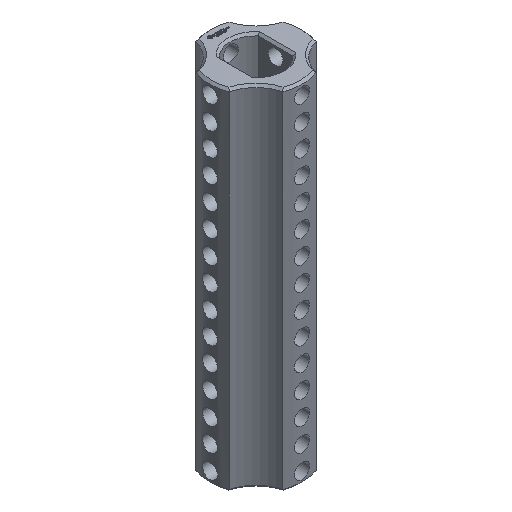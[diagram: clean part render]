
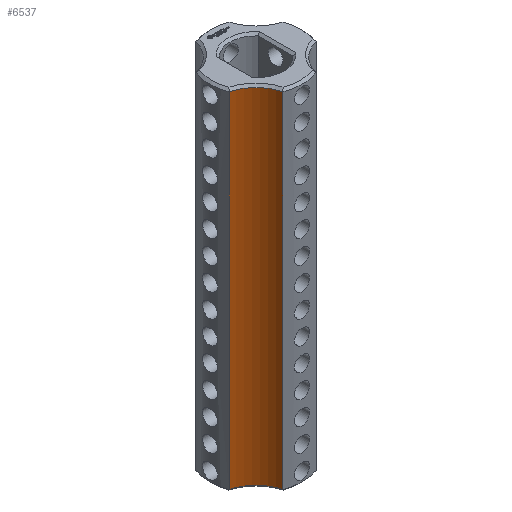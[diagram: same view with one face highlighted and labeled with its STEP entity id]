
A CAD part, isometric view. The second image highlights one B-rep face of the part: STEP entity #6537.
In plain terms, the highlighted cylindrical face has radius 5 mm (diameter 10 mm), a partial arc.
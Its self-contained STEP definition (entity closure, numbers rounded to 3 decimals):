
#1719 = EDGE_CURVE('',#1720,#1722,#1724,.T.);
#1720 = VERTEX_POINT('',#1721);
#1721 = CARTESIAN_POINT('',(-2.225,-5.841,0.3));
#1722 = VERTEX_POINT('',#1723);
#1723 = CARTESIAN_POINT('',(-2.225,-5.841,46.575));
#1724 = LINE('',#1725,#1726);
#1725 = CARTESIAN_POINT('',(-2.225,-5.841,0.));
#1726 = VECTOR('',#1727,1.);
#1727 = DIRECTION('',(0.,0.,1.));
#6537 = ADVANCED_FACE('',(#6538),#6565,.F.);
#6538 = FACE_BOUND('',#6539,.T.);
#6539 = EDGE_LOOP('',(#6540,#6541,#6550,#6558));
#6540 = ORIENTED_EDGE('',*,*,#1719,.T.);
#6541 = ORIENTED_EDGE('',*,*,#6542,.T.);
#6542 = EDGE_CURVE('',#1722,#6543,#6545,.T.);
#6543 = VERTEX_POINT('',#6544);
#6544 = CARTESIAN_POINT('',(-5.841,-2.225,46.575));
#6545 = CIRCLE('',#6546,5.);
#6546 = AXIS2_PLACEMENT_3D('',#6547,#6548,#6549);
#6547 = CARTESIAN_POINT('',(-7.071,-7.071,46.575));
#6548 = DIRECTION('',(0.,-0.,1.));
#6549 = DIRECTION('',(0.969,0.246,0.));
#6550 = ORIENTED_EDGE('',*,*,#6551,.F.);
#6551 = EDGE_CURVE('',#6552,#6543,#6554,.T.);
#6552 = VERTEX_POINT('',#6553);
#6553 = CARTESIAN_POINT('',(-5.841,-2.225,0.3));
#6554 = LINE('',#6555,#6556);
#6555 = CARTESIAN_POINT('',(-5.841,-2.225,0.));
#6556 = VECTOR('',#6557,1.);
#6557 = DIRECTION('',(0.,0.,1.));
#6558 = ORIENTED_EDGE('',*,*,#6559,.F.);
#6559 = EDGE_CURVE('',#1720,#6552,#6560,.T.);
#6560 = CIRCLE('',#6561,5.);
#6561 = AXIS2_PLACEMENT_3D('',#6562,#6563,#6564);
#6562 = CARTESIAN_POINT('',(-7.071,-7.071,0.3));
#6563 = DIRECTION('',(0.,-0.,1.));
#6564 = DIRECTION('',(0.969,0.246,0.));
#6565 = CYLINDRICAL_SURFACE('',#6566,5.);
#6566 = AXIS2_PLACEMENT_3D('',#6567,#6568,#6569);
#6567 = CARTESIAN_POINT('',(-7.071,-7.071,0.));
#6568 = DIRECTION('',(-0.,-0.,-1.));
#6569 = DIRECTION('',(1.,0.,0.));
